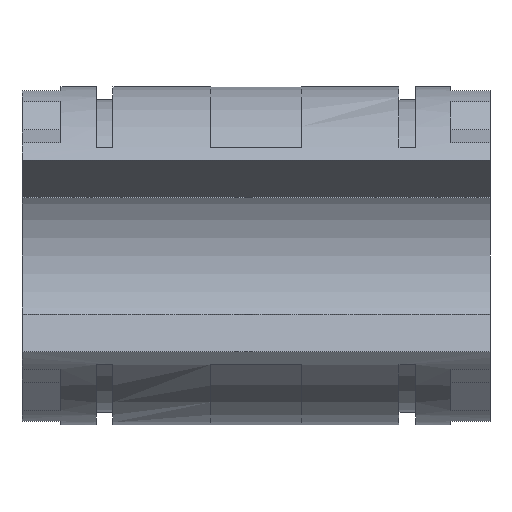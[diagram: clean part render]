
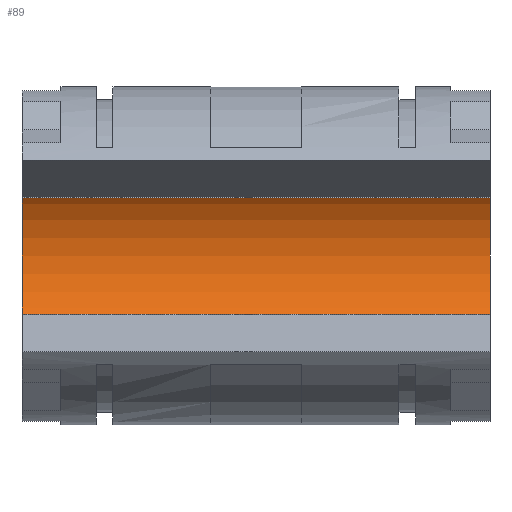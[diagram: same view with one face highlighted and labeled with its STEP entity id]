
A CAD part, front view. The second image highlights one B-rep face of the part: STEP entity #89.
In plain terms, the highlighted cylindrical face has radius 8 mm (diameter 16 mm), a partial arc.
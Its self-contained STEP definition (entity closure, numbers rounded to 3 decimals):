
#4 = VERTEX_POINT ( 'NONE', #1555 ) ;
#23 = EDGE_CURVE ( 'NONE', #4, #24, #1610, .T. ) ;
#24 = VERTEX_POINT ( 'NONE', #1788 ) ;
#29 = EDGE_CURVE ( 'NONE', #40, #24, #1803, .T. ) ;
#36 = ORIENTED_EDGE ( 'NONE', *, *, #37, .F. ) ;
#37 = EDGE_CURVE ( 'NONE', #92, #4, #1691, .T. ) ;
#38 = ORIENTED_EDGE ( 'NONE', *, *, #39, .T. ) ;
#39 = EDGE_CURVE ( 'NONE', #92, #40, #1686, .T. ) ;
#40 = VERTEX_POINT ( 'NONE', #1682 ) ;
#41 = ORIENTED_EDGE ( 'NONE', *, *, #29, .T. ) ;
#89 = ADVANCED_FACE ( 'NONE', ( #1723 ), #1630, .F. ) ;
#90 = EDGE_LOOP ( 'NONE', ( #91, #36, #38, #41 ) ) ;
#91 = ORIENTED_EDGE ( 'NONE', *, *, #23, .F. ) ;
#92 = VERTEX_POINT ( 'NONE', #1629 ) ;
#1555 = CARTESIAN_POINT ( 'NONE',  ( 18., 0., -8. ) ) ;
#1607 = DIRECTION ( 'NONE',  ( -1., 0., 0. ) ) ;
#1608 = VECTOR ( 'NONE', #1607, 1000. ) ;
#1609 = CARTESIAN_POINT ( 'NONE',  ( 0., 0., -8. ) ) ;
#1610 = LINE ( 'NONE', #1609, #1608 ) ;
#1627 = CARTESIAN_POINT ( 'NONE',  ( 0., 0., 0. ) ) ;
#1628 = AXIS2_PLACEMENT_3D ( 'NONE', #1627, #1752, #1751 ) ;
#1629 = CARTESIAN_POINT ( 'NONE',  ( 18., 0., 8. ) ) ;
#1630 = CYLINDRICAL_SURFACE ( 'NONE', #1628, 8. ) ;
#1682 = CARTESIAN_POINT ( 'NONE',  ( -18., 0., 8. ) ) ;
#1683 = DIRECTION ( 'NONE',  ( -1., 0., 0. ) ) ;
#1684 = VECTOR ( 'NONE', #1683, 1000. ) ;
#1685 = CARTESIAN_POINT ( 'NONE',  ( 0., 0., 8. ) ) ;
#1686 = LINE ( 'NONE', #1685, #1684 ) ;
#1687 = DIRECTION ( 'NONE',  ( 0., 0., 1. ) ) ;
#1688 = DIRECTION ( 'NONE',  ( -1., 0., 0. ) ) ;
#1689 = CARTESIAN_POINT ( 'NONE',  ( 18., 0., 0. ) ) ;
#1690 = AXIS2_PLACEMENT_3D ( 'NONE', #1689, #1688, #1687 ) ;
#1691 = CIRCLE ( 'NONE', #1690, 8. ) ;
#1723 = FACE_OUTER_BOUND ( 'NONE', #90, .T. ) ;
#1751 = DIRECTION ( 'NONE',  ( 0., 0., 1. ) ) ;
#1752 = DIRECTION ( 'NONE',  ( -1., 0., 0. ) ) ;
#1785 = DIRECTION ( 'NONE',  ( 0., 0., 1. ) ) ;
#1786 = DIRECTION ( 'NONE',  ( -1., 0., 0. ) ) ;
#1788 = CARTESIAN_POINT ( 'NONE',  ( -18., 0., -8. ) ) ;
#1801 = CARTESIAN_POINT ( 'NONE',  ( -18., 0., 0. ) ) ;
#1802 = AXIS2_PLACEMENT_3D ( 'NONE', #1801, #1786, #1785 ) ;
#1803 = CIRCLE ( 'NONE', #1802, 8. ) ;
